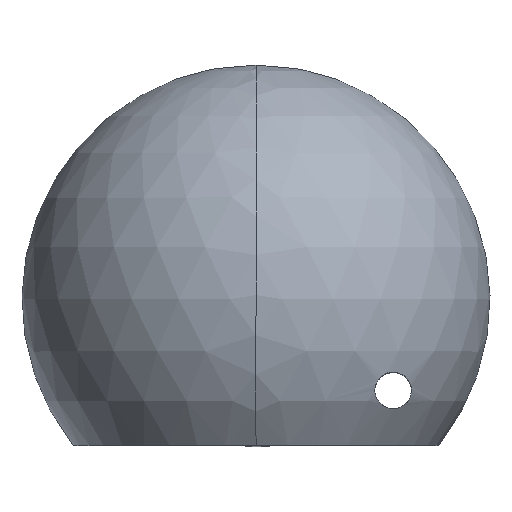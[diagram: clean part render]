
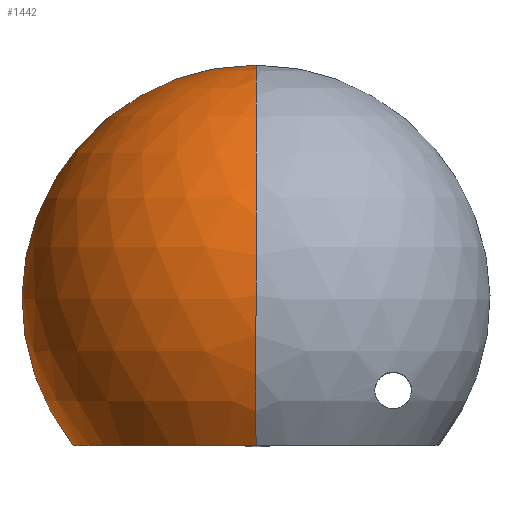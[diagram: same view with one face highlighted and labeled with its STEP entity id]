
A CAD part, top view. The second image highlights one B-rep face of the part: STEP entity #1442.
In plain terms, the highlighted spherical face has radius 6.4 mm.
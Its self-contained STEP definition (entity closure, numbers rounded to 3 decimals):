
#874=CARTESIAN_POINT('Vertex',(0.,6.4,0.)) ;
#963=CARTESIAN_POINT('Axis2P3D Location',(0.,0.,0.)) ;
#967=CARTESIAN_POINT('Vertex',(-4.996,-4.,0.)) ;
#1084=CARTESIAN_POINT('Axis2P3D Location',(0.,0.,0.)) ;
#1088=CARTESIAN_POINT('Vertex',(0.,-4.,4.996)) ;
#1169=CARTESIAN_POINT('Control Point',(0.,-4.,4.996)) ;
#1170=CARTESIAN_POINT('Control Point',(-0.547,-4.,4.996)) ;
#1171=CARTESIAN_POINT('Control Point',(-1.095,-4.,4.921)) ;
#1172=CARTESIAN_POINT('Control Point',(-1.629,-4.,4.771)) ;
#1173=CARTESIAN_POINT('Control Point',(-2.642,-4.,4.329)) ;
#1174=CARTESIAN_POINT('Control Point',(-3.498,-4.,3.63)) ;
#1175=CARTESIAN_POINT('Control Point',(-3.876,-4.,3.224)) ;
#1176=CARTESIAN_POINT('Control Point',(-4.468,-4.,2.379)) ;
#1177=CARTESIAN_POINT('Control Point',(-4.827,-4.,1.415)) ;
#1178=CARTESIAN_POINT('Control Point',(-4.94,-4.,0.949)) ;
#1179=CARTESIAN_POINT('Control Point',(-4.996,-4.,0.475)) ;
#1180=CARTESIAN_POINT('Control Point',(-4.996,-4.,0.)) ;
#1432=CARTESIAN_POINT('Axis2P3D Location',(0.,0.,0.)) ;
#964=DIRECTION('Axis2P3D Direction',(0.,0.,1.)) ;
#1085=DIRECTION('Axis2P3D Direction',(-1.,0.,0.)) ;
#1433=DIRECTION('Axis2P3D Direction',(0.,-1.,0.)) ;
#1434=DIRECTION('Axis2P3D XDirection',(0.,0.,1.)) ;
#965=AXIS2_PLACEMENT_3D('Circle Axis2P3D',#963,#964,$) ;
#1086=AXIS2_PLACEMENT_3D('Circle Axis2P3D',#1084,#1085,$) ;
#1435=AXIS2_PLACEMENT_3D('Sphere Axis2P3D',#1432,#1433,#1434) ;
#1438=ORIENTED_EDGE('',*,*,#969,.T.) ;
#1439=ORIENTED_EDGE('',*,*,#1181,.F.) ;
#1440=ORIENTED_EDGE('',*,*,#1090,.T.) ;
#1442=ADVANCED_FACE('_kgpf_din71805_winkel_63699605',(#1441),#1436,.T.) ;
#1168=B_SPLINE_CURVE_WITH_KNOTS('',5,(#1169,#1170,#1171,#1172,#1173,#1174,#1175,#1176,#1177,#1178,#1179,#1180),.UNSPECIFIED.,.F.,.U.,(6,3,3,6),(0.,3.871,7.743,11.098),.UNSPECIFIED.) ;
#966=CIRCLE('generated circle',#965,6.4) ;
#1087=CIRCLE('generated circle',#1086,6.4) ;
#969=EDGE_CURVE('',#875,#968,#966,.T.) ;
#1090=EDGE_CURVE('',#1089,#875,#1087,.T.) ;
#1181=EDGE_CURVE('',#1089,#968,#1168,.T.) ;
#1437=EDGE_LOOP('',(#1438,#1439,#1440)) ;
#1441=FACE_OUTER_BOUND('',#1437,.T.) ;
#1436=SPHERICAL_SURFACE('',#1435,6.4) ;
#875=VERTEX_POINT('',#874) ;
#968=VERTEX_POINT('',#967) ;
#1089=VERTEX_POINT('',#1088) ;
